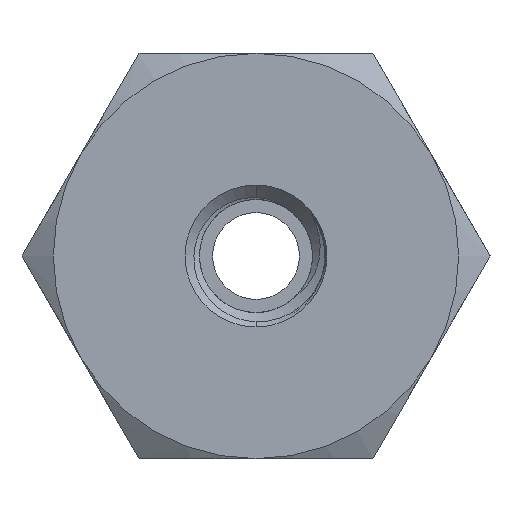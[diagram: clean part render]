
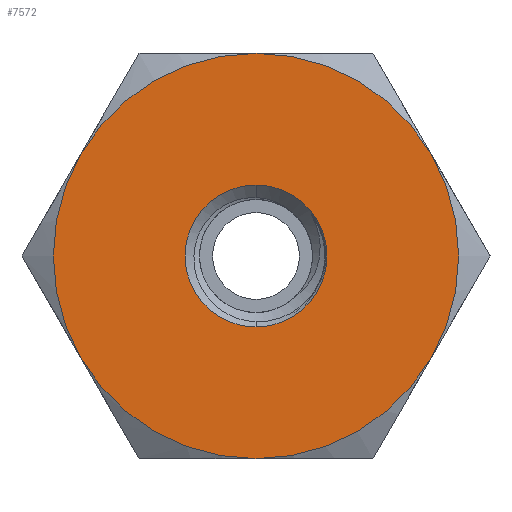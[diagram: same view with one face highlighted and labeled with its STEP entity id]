
A CAD part, front view. The second image highlights one B-rep face of the part: STEP entity #7572.
In plain terms, the highlighted planar face has unit normal (0, -1, 0).
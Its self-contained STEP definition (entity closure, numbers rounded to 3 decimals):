
#138 = EDGE_CURVE ( 'NONE', #6100, #7725, #2335, .T. ) ;
#260 = ORIENTED_EDGE ( 'NONE', *, *, #1698, .F. ) ;
#325 = AXIS2_PLACEMENT_3D ( 'NONE', #16199, #2985, #14342 ) ;
#525 = ORIENTED_EDGE ( 'NONE', *, *, #1315, .T. ) ;
#653 = CIRCLE ( 'NONE', #7184, 2.452 ) ;
#1058 = AXIS2_PLACEMENT_3D ( 'NONE', #3813, #17003, #5760 ) ;
#1315 = EDGE_CURVE ( 'NONE', #22894, #1569, #8571, .T. ) ;
#1369 = FACE_BOUND ( 'NONE', #6529, .T. ) ;
#1448 = CARTESIAN_POINT ( 'NONE',  ( 0., -11.22, 0. ) ) ;
#1569 = VERTEX_POINT ( 'NONE', #9363 ) ;
#1609 = CIRCLE ( 'NONE', #20990, 7. ) ;
#1698 = EDGE_CURVE ( 'NONE', #7271, #22986, #1609, .T. ) ;
#2280 = DIRECTION ( 'NONE',  ( 0., 1., 0. ) ) ;
#2299 = EDGE_CURVE ( 'NONE', #1569, #22894, #653, .T. ) ;
#2335 = CIRCLE ( 'NONE', #325, 7. ) ;
#2357 = DIRECTION ( 'NONE',  ( 0., 0., 1. ) ) ;
#2985 = DIRECTION ( 'NONE',  ( 0., 1., 0. ) ) ;
#3203 = CARTESIAN_POINT ( 'NONE',  ( -6.062, -11.22, 3.5 ) ) ;
#3234 = CARTESIAN_POINT ( 'NONE',  ( 0., -11.22, -2.452 ) ) ;
#3813 = CARTESIAN_POINT ( 'NONE',  ( 0., -11.22, 0. ) ) ;
#4589 = DIRECTION ( 'NONE',  ( 0., 1., 0. ) ) ;
#4930 = AXIS2_PLACEMENT_3D ( 'NONE', #10766, #23697, #12657 ) ;
#5389 = EDGE_LOOP ( 'NONE', ( #260, #21472, #5497, #18321, #16947, #8873 ) ) ;
#5497 = ORIENTED_EDGE ( 'NONE', *, *, #138, .F. ) ;
#5760 = DIRECTION ( 'NONE',  ( 0., 0., 1. ) ) ;
#6100 = VERTEX_POINT ( 'NONE', #20728 ) ;
#6229 = CARTESIAN_POINT ( 'NONE',  ( 0., -11.22, 0. ) ) ;
#6529 = EDGE_LOOP ( 'NONE', ( #525, #9626 ) ) ;
#7184 = AXIS2_PLACEMENT_3D ( 'NONE', #1448, #2280, #2357 ) ;
#7271 = VERTEX_POINT ( 'NONE', #14574 ) ;
#7507 = CIRCLE ( 'NONE', #4930, 7. ) ;
#7572 = ADVANCED_FACE ( 'NONE', ( #1369, #15877 ), #12207, .F. ) ;
#7725 = VERTEX_POINT ( 'NONE', #3203 ) ;
#8168 = DIRECTION ( 'NONE',  ( 0., 0., -1. ) ) ;
#8386 = CIRCLE ( 'NONE', #1058, 7. ) ;
#8571 = CIRCLE ( 'NONE', #20682, 2.452 ) ;
#8873 = ORIENTED_EDGE ( 'NONE', *, *, #10824, .F. ) ;
#9312 = EDGE_CURVE ( 'NONE', #7725, #7271, #23227, .T. ) ;
#9363 = CARTESIAN_POINT ( 'NONE',  ( 0., -11.22, 2.452 ) ) ;
#9626 = ORIENTED_EDGE ( 'NONE', *, *, #2299, .T. ) ;
#9758 = DIRECTION ( 'NONE',  ( 0., 1., 0. ) ) ;
#9973 = CARTESIAN_POINT ( 'NONE',  ( 0., -11.22, 0. ) ) ;
#10401 = CARTESIAN_POINT ( 'NONE',  ( 0., -11.22, 0. ) ) ;
#10766 = CARTESIAN_POINT ( 'NONE',  ( 0., -11.22, 0. ) ) ;
#10824 = EDGE_CURVE ( 'NONE', #22986, #23780, #8386, .T. ) ;
#11874 = DIRECTION ( 'NONE',  ( 0., 0., 1. ) ) ;
#12207 = PLANE ( 'NONE',  #12975 ) ;
#12285 = DIRECTION ( 'NONE',  ( 0., 0., 1. ) ) ;
#12657 = DIRECTION ( 'NONE',  ( 0., 0., 1. ) ) ;
#12975 = AXIS2_PLACEMENT_3D ( 'NONE', #10401, #23322, #12285 ) ;
#14342 = DIRECTION ( 'NONE',  ( 0., 0., 1. ) ) ;
#14574 = CARTESIAN_POINT ( 'NONE',  ( 0., -11.22, 7. ) ) ;
#15722 = EDGE_CURVE ( 'NONE', #22290, #6100, #7507, .T. ) ;
#15876 = CARTESIAN_POINT ( 'NONE',  ( 0., -11.22, 0. ) ) ;
#15877 = FACE_OUTER_BOUND ( 'NONE', #5389, .T. ) ;
#16199 = CARTESIAN_POINT ( 'NONE',  ( 0., -11.22, 0. ) ) ;
#16947 = ORIENTED_EDGE ( 'NONE', *, *, #19637, .T. ) ;
#17003 = DIRECTION ( 'NONE',  ( 0., 1., 0. ) ) ;
#17743 = DIRECTION ( 'NONE',  ( 0., 0., 1. ) ) ;
#18321 = ORIENTED_EDGE ( 'NONE', *, *, #15722, .F. ) ;
#18373 = CARTESIAN_POINT ( 'NONE',  ( 6.062, -11.22, 3.5 ) ) ;
#19278 = DIRECTION ( 'NONE',  ( 0., -1., 0. ) ) ;
#19637 = EDGE_CURVE ( 'NONE', #22290, #23780, #19710, .T. ) ;
#19710 = CIRCLE ( 'NONE', #22236, 7. ) ;
#20530 = CARTESIAN_POINT ( 'NONE',  ( 0., -11.22, -7. ) ) ;
#20682 = AXIS2_PLACEMENT_3D ( 'NONE', #15876, #4589, #17743 ) ;
#20728 = CARTESIAN_POINT ( 'NONE',  ( -6.062, -11.22, -3.5 ) ) ;
#20833 = CARTESIAN_POINT ( 'NONE',  ( 0., -11.22, 0. ) ) ;
#20990 = AXIS2_PLACEMENT_3D ( 'NONE', #20833, #9758, #22685 ) ;
#21472 = ORIENTED_EDGE ( 'NONE', *, *, #9312, .F. ) ;
#21597 = CARTESIAN_POINT ( 'NONE',  ( 6.062, -11.22, -3.5 ) ) ;
#22236 = AXIS2_PLACEMENT_3D ( 'NONE', #6229, #19278, #8168 ) ;
#22290 = VERTEX_POINT ( 'NONE', #20530 ) ;
#22410 = AXIS2_PLACEMENT_3D ( 'NONE', #9973, #22909, #11874 ) ;
#22685 = DIRECTION ( 'NONE',  ( 0., 0., 1. ) ) ;
#22894 = VERTEX_POINT ( 'NONE', #3234 ) ;
#22909 = DIRECTION ( 'NONE',  ( 0., 1., 0. ) ) ;
#22986 = VERTEX_POINT ( 'NONE', #18373 ) ;
#23227 = CIRCLE ( 'NONE', #22410, 7. ) ;
#23322 = DIRECTION ( 'NONE',  ( 0., 1., 0. ) ) ;
#23697 = DIRECTION ( 'NONE',  ( 0., 1., 0. ) ) ;
#23780 = VERTEX_POINT ( 'NONE', #21597 ) ;
